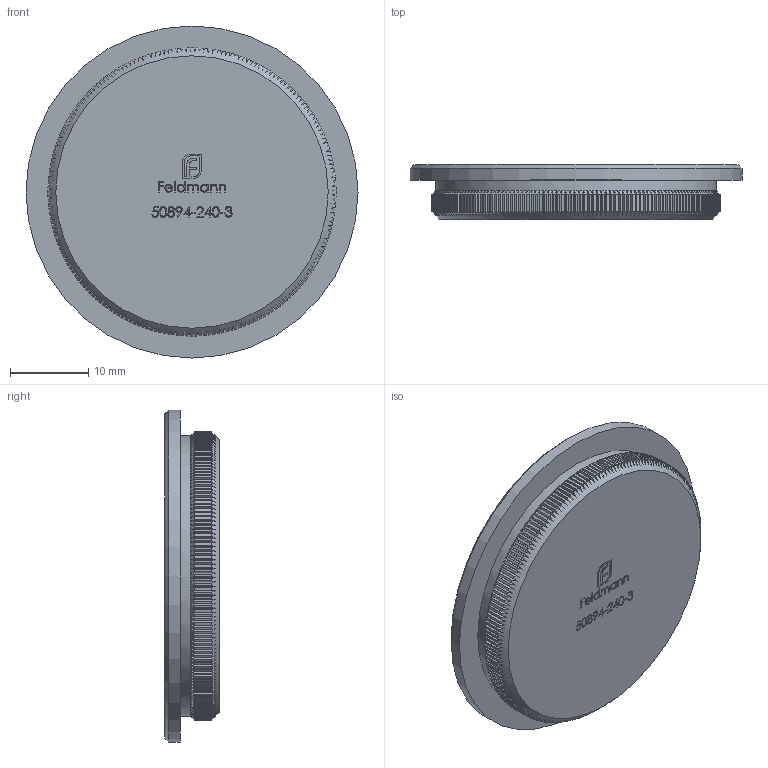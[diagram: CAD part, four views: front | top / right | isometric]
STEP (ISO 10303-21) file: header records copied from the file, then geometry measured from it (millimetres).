
FILE_DESCRIPTION (( 'STEP AP203' ), '1' );
FILE_NAME ('50894-240-3.step', '2021-11-15T09:33:21', ( '' ), ( '' ), 'SwSTEP 2.0', 'SolidWorks 2018', '' );
FILE_SCHEMA (( 'CONFIG_CONTROL_DESIGN' ));
Products named in the file (2): 50894-240-3
Bounding box: 42.4 x 7 x 42.4 mm (x, y, z)
Volume: 7945.4 mm3; surface area: 4052 mm2
Topology: 1 solids, 1 shells, 1105 faces, 2816 edges, 1744 vertices
Faces by surface type: plane 561, cylinder 202, cone 202, bspline 140
Full cylindrical faces by diameter (mm): 35.8 x1, 42.4 x1
Entity records: 40767 total; most frequent: CARTESIAN_POINT 16181, ORIENTED_EDGE 5618, DIRECTION 4268, EDGE_CURVE 2809, VERTEX_POINT 1741, AXIS2_PLACEMENT_3D 1572, EDGE_LOOP 1140, VECTOR 1124
